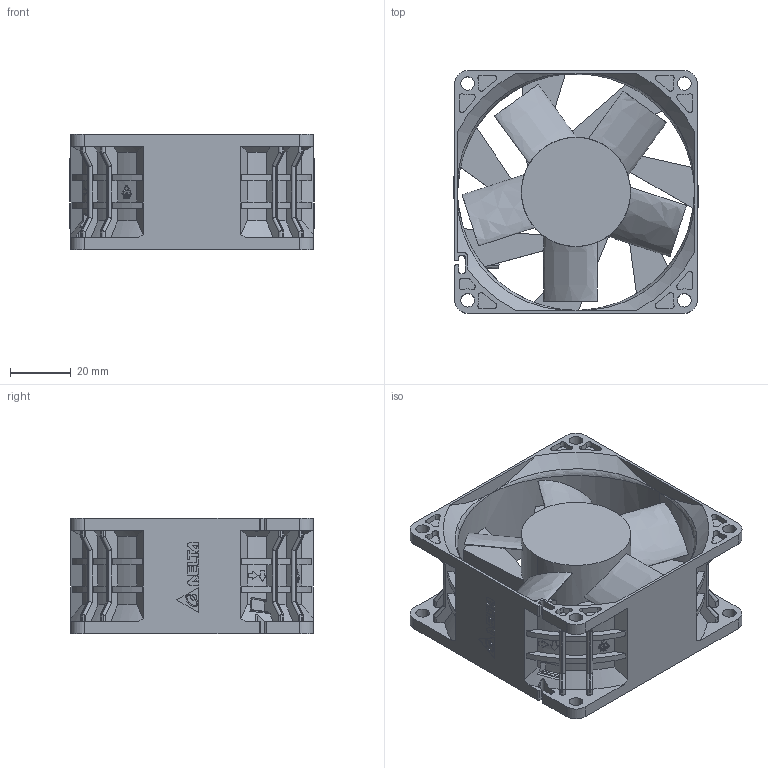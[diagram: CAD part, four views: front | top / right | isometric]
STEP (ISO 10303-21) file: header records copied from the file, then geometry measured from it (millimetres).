
FILE_DESCRIPTION((''),'2;1');
FILE_NAME('410200010001','2013-06-24T',('EVAN.IF.LIN'),(''),'PRO/ENGINEER BY PARAMETRIC TECHNOLOGY CORPORATION, 2008150','PRO/ENGINEER BY PARAMETRIC TECHNOLOGY CORPORATION, 2008150','');
FILE_SCHEMA(('CONFIG_CONTROL_DESIGN'));
Length unit declared in the file: millimetre
Products named in the file (1): 410200010001
Bounding box: 80.4 x 80 x 38 mm (x, y, z)
Volume: 99139.8 mm3; surface area: 46998.8 mm2
Topology: 1 solids, 1 shells, 966 faces, 2743 edges, 1799 vertices
Faces by surface type: plane 502, cylinder 360, extrusion 45, cone 34, bspline 25
Entity records: 34823 total; most frequent: CARTESIAN_POINT 10012, ORIENTED_EDGE 5466, DIRECTION 4777, EDGE_CURVE 2733, VERTEX_POINT 1799, VECTOR 1685, LINE 1640, AXIS2_PLACEMENT_3D 1546
